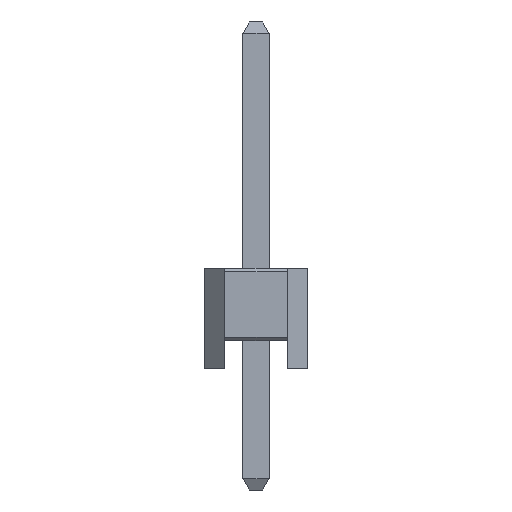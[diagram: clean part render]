
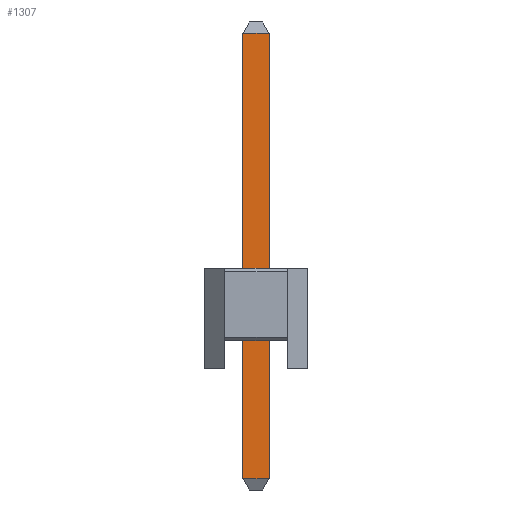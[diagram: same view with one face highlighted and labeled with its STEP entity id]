
A CAD part, left-side view. The second image highlights one B-rep face of the part: STEP entity #1307.
In plain terms, the highlighted planar face has unit normal (-1, 0, 0).
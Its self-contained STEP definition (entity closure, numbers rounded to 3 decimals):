
#1307=ADVANCED_FACE('',(#3097),#3099,.T.);
#3097=FACE_BOUND('',#3098,.T.);
#3098=EDGE_LOOP('',(#4380,#4381,#4382,#4383));
#3099=PLANE('',#3100);
#3100=AXIS2_PLACEMENT_3D('',#3101,#3102,#3103);
#3101=CARTESIAN_POINT('',(-0.325,0.325,-3.));
#3102=DIRECTION('',(-1.,0.,0.));
#3103=DIRECTION('',(0.,-1.,0.));
#4380=ORIENTED_EDGE('',*,*,#5072,.F.);
#4381=ORIENTED_EDGE('',*,*,#5071,.F.);
#4382=ORIENTED_EDGE('',*,*,#5073,.T.);
#4383=ORIENTED_EDGE('',*,*,#5074,.T.);
#5071=EDGE_CURVE('',#5741,#5737,#5743,.T.);
#5072=EDGE_CURVE('',#5737,#5744,#5745,.T.);
#5073=EDGE_CURVE('',#5741,#5746,#5747,.T.);
#5074=EDGE_CURVE('',#5746,#5744,#5748,.T.);
#5737=VERTEX_POINT('',#7117);
#5741=VERTEX_POINT('',#7125);
#5743=LINE('',#7129,#7130);
#5744=VERTEX_POINT('',#7132);
#5745=LINE('',#7133,#7134);
#5746=VERTEX_POINT('',#7136);
#5747=LINE('',#7137,#7138);
#5748=LINE('',#7140,#7141);
#7117=CARTESIAN_POINT('',(-0.325,0.325,8.319));
#7125=CARTESIAN_POINT('',(-0.325,0.325,-2.719));
#7129=CARTESIAN_POINT('',(-0.325,0.325,-2.719));
#7130=VECTOR('',#7131,1.);
#7131=DIRECTION('',(0.,0.,1.));
#7132=CARTESIAN_POINT('',(-0.325,-0.325,8.319));
#7133=CARTESIAN_POINT('',(-0.325,0.325,8.319));
#7134=VECTOR('',#7135,1.);
#7135=DIRECTION('',(0.,-1.,0.));
#7136=CARTESIAN_POINT('',(-0.325,-0.325,-2.719));
#7137=CARTESIAN_POINT('',(-0.325,0.325,-2.719));
#7138=VECTOR('',#7139,1.);
#7139=DIRECTION('',(0.,-1.,0.));
#7140=CARTESIAN_POINT('',(-0.325,-0.325,-2.719));
#7141=VECTOR('',#7142,1.);
#7142=DIRECTION('',(0.,0.,1.));
